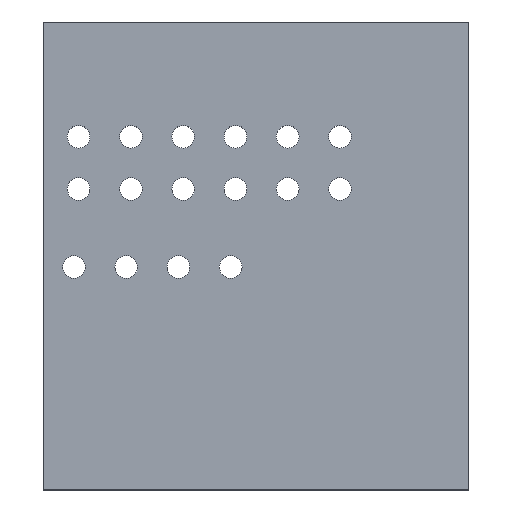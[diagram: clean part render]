
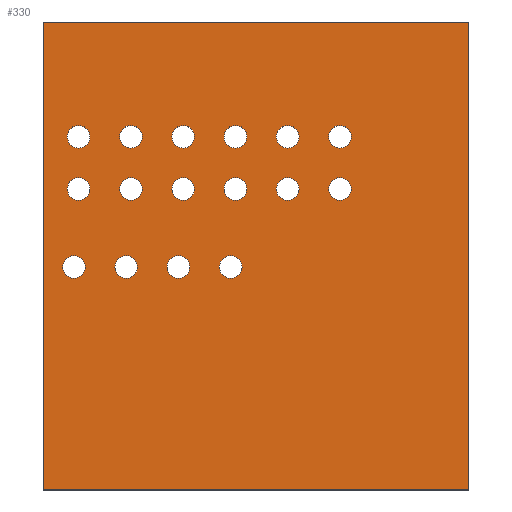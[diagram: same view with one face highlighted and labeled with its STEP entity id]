
A CAD part, top view. The second image highlights one B-rep face of the part: STEP entity #330.
In plain terms, the highlighted planar face has unit normal (0, 0, 1).
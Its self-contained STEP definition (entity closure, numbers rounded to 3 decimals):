
#42 = VERTEX_POINT('',#43);
#43 = CARTESIAN_POINT('',(116.77,-70.665,1.6));
#49 = EDGE_CURVE('',#42,#50,#52,.T.);
#50 = VERTEX_POINT('',#51);
#51 = CARTESIAN_POINT('',(96.109,-70.665,1.6));
#52 = LINE('',#53,#54);
#53 = CARTESIAN_POINT('',(116.77,-70.665,1.6));
#54 = VECTOR('',#55,1.);
#55 = DIRECTION('',(-1.,0.,0.));
#82 = VERTEX_POINT('',#83);
#83 = CARTESIAN_POINT('',(116.77,-47.922,1.6));
#89 = EDGE_CURVE('',#82,#42,#90,.T.);
#90 = LINE('',#91,#92);
#91 = CARTESIAN_POINT('',(116.77,-47.922,1.6));
#92 = VECTOR('',#93,1.);
#93 = DIRECTION('',(0.,-1.,0.));
#111 = EDGE_CURVE('',#50,#112,#114,.T.);
#112 = VERTEX_POINT('',#113);
#113 = CARTESIAN_POINT('',(96.109,-47.922,1.6));
#114 = LINE('',#115,#116);
#115 = CARTESIAN_POINT('',(96.109,-70.665,1.6));
#116 = VECTOR('',#117,1.);
#117 = DIRECTION('',(0.,1.,0.));
#330 = ADVANCED_FACE('',(#331,#342,#353,#364,#375,#386,#397,#408,#419,
    #430,#441,#452,#463,#474,#485,#496,#507),#518,.T.);
#331 = FACE_BOUND('',#332,.T.);
#332 = EDGE_LOOP('',(#333,#334,#335,#341));
#333 = ORIENTED_EDGE('',*,*,#49,.F.);
#334 = ORIENTED_EDGE('',*,*,#89,.F.);
#335 = ORIENTED_EDGE('',*,*,#336,.F.);
#336 = EDGE_CURVE('',#112,#82,#337,.T.);
#337 = LINE('',#338,#339);
#338 = CARTESIAN_POINT('',(96.109,-47.922,1.6));
#339 = VECTOR('',#340,1.);
#340 = DIRECTION('',(1.,0.,0.));
#341 = ORIENTED_EDGE('',*,*,#111,.F.);
#342 = FACE_BOUND('',#343,.T.);
#343 = EDGE_LOOP('',(#344));
#344 = ORIENTED_EDGE('',*,*,#345,.T.);
#345 = EDGE_CURVE('',#346,#346,#348,.T.);
#346 = VERTEX_POINT('',#347);
#347 = CARTESIAN_POINT('',(97.59,-60.38,1.6));
#348 = CIRCLE('',#349,0.55);
#349 = AXIS2_PLACEMENT_3D('',#350,#351,#352);
#350 = CARTESIAN_POINT('',(97.59,-59.83,1.6));
#351 = DIRECTION('',(-0.,0.,-1.));
#352 = DIRECTION('',(0.,-1.,-0.));
#353 = FACE_BOUND('',#354,.T.);
#354 = EDGE_LOOP('',(#355));
#355 = ORIENTED_EDGE('',*,*,#356,.T.);
#356 = EDGE_CURVE('',#357,#357,#359,.T.);
#357 = VERTEX_POINT('',#358);
#358 = CARTESIAN_POINT('',(100.13,-60.38,1.6));
#359 = CIRCLE('',#360,0.55);
#360 = AXIS2_PLACEMENT_3D('',#361,#362,#363);
#361 = CARTESIAN_POINT('',(100.13,-59.83,1.6));
#362 = DIRECTION('',(-0.,0.,-1.));
#363 = DIRECTION('',(0.,-1.,-0.));
#364 = FACE_BOUND('',#365,.T.);
#365 = EDGE_LOOP('',(#366));
#366 = ORIENTED_EDGE('',*,*,#367,.T.);
#367 = EDGE_CURVE('',#368,#368,#370,.T.);
#368 = VERTEX_POINT('',#369);
#369 = CARTESIAN_POINT('',(102.67,-60.38,1.6));
#370 = CIRCLE('',#371,0.55);
#371 = AXIS2_PLACEMENT_3D('',#372,#373,#374);
#372 = CARTESIAN_POINT('',(102.67,-59.83,1.6));
#373 = DIRECTION('',(-0.,0.,-1.));
#374 = DIRECTION('',(0.,-1.,-0.));
#375 = FACE_BOUND('',#376,.T.);
#376 = EDGE_LOOP('',(#377));
#377 = ORIENTED_EDGE('',*,*,#378,.T.);
#378 = EDGE_CURVE('',#379,#379,#381,.T.);
#379 = VERTEX_POINT('',#380);
#380 = CARTESIAN_POINT('',(105.21,-60.38,1.6));
#381 = CIRCLE('',#382,0.55);
#382 = AXIS2_PLACEMENT_3D('',#383,#384,#385);
#383 = CARTESIAN_POINT('',(105.21,-59.83,1.6));
#384 = DIRECTION('',(-0.,0.,-1.));
#385 = DIRECTION('',(0.,-1.,-0.));
#386 = FACE_BOUND('',#387,.T.);
#387 = EDGE_LOOP('',(#388));
#388 = ORIENTED_EDGE('',*,*,#389,.T.);
#389 = EDGE_CURVE('',#390,#390,#392,.T.);
#390 = VERTEX_POINT('',#391);
#391 = CARTESIAN_POINT('',(97.82,-56.59,1.6));
#392 = CIRCLE('',#393,0.55);
#393 = AXIS2_PLACEMENT_3D('',#394,#395,#396);
#394 = CARTESIAN_POINT('',(97.82,-56.04,1.6));
#395 = DIRECTION('',(-0.,0.,-1.));
#396 = DIRECTION('',(0.,-1.,-0.));
#397 = FACE_BOUND('',#398,.T.);
#398 = EDGE_LOOP('',(#399));
#399 = ORIENTED_EDGE('',*,*,#400,.T.);
#400 = EDGE_CURVE('',#401,#401,#403,.T.);
#401 = VERTEX_POINT('',#402);
#402 = CARTESIAN_POINT('',(100.36,-56.59,1.6));
#403 = CIRCLE('',#404,0.55);
#404 = AXIS2_PLACEMENT_3D('',#405,#406,#407);
#405 = CARTESIAN_POINT('',(100.36,-56.04,1.6));
#406 = DIRECTION('',(-0.,0.,-1.));
#407 = DIRECTION('',(0.,-1.,-0.));
#408 = FACE_BOUND('',#409,.T.);
#409 = EDGE_LOOP('',(#410));
#410 = ORIENTED_EDGE('',*,*,#411,.T.);
#411 = EDGE_CURVE('',#412,#412,#414,.T.);
#412 = VERTEX_POINT('',#413);
#413 = CARTESIAN_POINT('',(102.9,-56.59,1.6));
#414 = CIRCLE('',#415,0.55);
#415 = AXIS2_PLACEMENT_3D('',#416,#417,#418);
#416 = CARTESIAN_POINT('',(102.9,-56.04,1.6));
#417 = DIRECTION('',(-0.,0.,-1.));
#418 = DIRECTION('',(0.,-1.,-0.));
#419 = FACE_BOUND('',#420,.T.);
#420 = EDGE_LOOP('',(#421));
#421 = ORIENTED_EDGE('',*,*,#422,.T.);
#422 = EDGE_CURVE('',#423,#423,#425,.T.);
#423 = VERTEX_POINT('',#424);
#424 = CARTESIAN_POINT('',(97.82,-54.05,1.6));
#425 = CIRCLE('',#426,0.55);
#426 = AXIS2_PLACEMENT_3D('',#427,#428,#429);
#427 = CARTESIAN_POINT('',(97.82,-53.5,1.6));
#428 = DIRECTION('',(-0.,0.,-1.));
#429 = DIRECTION('',(0.,-1.,-0.));
#430 = FACE_BOUND('',#431,.T.);
#431 = EDGE_LOOP('',(#432));
#432 = ORIENTED_EDGE('',*,*,#433,.T.);
#433 = EDGE_CURVE('',#434,#434,#436,.T.);
#434 = VERTEX_POINT('',#435);
#435 = CARTESIAN_POINT('',(100.36,-54.05,1.6));
#436 = CIRCLE('',#437,0.55);
#437 = AXIS2_PLACEMENT_3D('',#438,#439,#440);
#438 = CARTESIAN_POINT('',(100.36,-53.5,1.6));
#439 = DIRECTION('',(-0.,0.,-1.));
#440 = DIRECTION('',(0.,-1.,-0.));
#441 = FACE_BOUND('',#442,.T.);
#442 = EDGE_LOOP('',(#443));
#443 = ORIENTED_EDGE('',*,*,#444,.T.);
#444 = EDGE_CURVE('',#445,#445,#447,.T.);
#445 = VERTEX_POINT('',#446);
#446 = CARTESIAN_POINT('',(102.9,-54.05,1.6));
#447 = CIRCLE('',#448,0.55);
#448 = AXIS2_PLACEMENT_3D('',#449,#450,#451);
#449 = CARTESIAN_POINT('',(102.9,-53.5,1.6));
#450 = DIRECTION('',(-0.,0.,-1.));
#451 = DIRECTION('',(0.,-1.,-0.));
#452 = FACE_BOUND('',#453,.T.);
#453 = EDGE_LOOP('',(#454));
#454 = ORIENTED_EDGE('',*,*,#455,.T.);
#455 = EDGE_CURVE('',#456,#456,#458,.T.);
#456 = VERTEX_POINT('',#457);
#457 = CARTESIAN_POINT('',(105.44,-56.59,1.6));
#458 = CIRCLE('',#459,0.55);
#459 = AXIS2_PLACEMENT_3D('',#460,#461,#462);
#460 = CARTESIAN_POINT('',(105.44,-56.04,1.6));
#461 = DIRECTION('',(-0.,0.,-1.));
#462 = DIRECTION('',(0.,-1.,-0.));
#463 = FACE_BOUND('',#464,.T.);
#464 = EDGE_LOOP('',(#465));
#465 = ORIENTED_EDGE('',*,*,#466,.T.);
#466 = EDGE_CURVE('',#467,#467,#469,.T.);
#467 = VERTEX_POINT('',#468);
#468 = CARTESIAN_POINT('',(107.98,-56.59,1.6));
#469 = CIRCLE('',#470,0.55);
#470 = AXIS2_PLACEMENT_3D('',#471,#472,#473);
#471 = CARTESIAN_POINT('',(107.98,-56.04,1.6));
#472 = DIRECTION('',(-0.,0.,-1.));
#473 = DIRECTION('',(0.,-1.,-0.));
#474 = FACE_BOUND('',#475,.T.);
#475 = EDGE_LOOP('',(#476));
#476 = ORIENTED_EDGE('',*,*,#477,.T.);
#477 = EDGE_CURVE('',#478,#478,#480,.T.);
#478 = VERTEX_POINT('',#479);
#479 = CARTESIAN_POINT('',(110.52,-56.59,1.6));
#480 = CIRCLE('',#481,0.55);
#481 = AXIS2_PLACEMENT_3D('',#482,#483,#484);
#482 = CARTESIAN_POINT('',(110.52,-56.04,1.6));
#483 = DIRECTION('',(-0.,0.,-1.));
#484 = DIRECTION('',(0.,-1.,-0.));
#485 = FACE_BOUND('',#486,.T.);
#486 = EDGE_LOOP('',(#487));
#487 = ORIENTED_EDGE('',*,*,#488,.T.);
#488 = EDGE_CURVE('',#489,#489,#491,.T.);
#489 = VERTEX_POINT('',#490);
#490 = CARTESIAN_POINT('',(105.44,-54.05,1.6));
#491 = CIRCLE('',#492,0.55);
#492 = AXIS2_PLACEMENT_3D('',#493,#494,#495);
#493 = CARTESIAN_POINT('',(105.44,-53.5,1.6));
#494 = DIRECTION('',(-0.,0.,-1.));
#495 = DIRECTION('',(0.,-1.,-0.));
#496 = FACE_BOUND('',#497,.T.);
#497 = EDGE_LOOP('',(#498));
#498 = ORIENTED_EDGE('',*,*,#499,.T.);
#499 = EDGE_CURVE('',#500,#500,#502,.T.);
#500 = VERTEX_POINT('',#501);
#501 = CARTESIAN_POINT('',(107.98,-54.05,1.6));
#502 = CIRCLE('',#503,0.55);
#503 = AXIS2_PLACEMENT_3D('',#504,#505,#506);
#504 = CARTESIAN_POINT('',(107.98,-53.5,1.6));
#505 = DIRECTION('',(-0.,0.,-1.));
#506 = DIRECTION('',(0.,-1.,-0.));
#507 = FACE_BOUND('',#508,.T.);
#508 = EDGE_LOOP('',(#509));
#509 = ORIENTED_EDGE('',*,*,#510,.T.);
#510 = EDGE_CURVE('',#511,#511,#513,.T.);
#511 = VERTEX_POINT('',#512);
#512 = CARTESIAN_POINT('',(110.52,-54.05,1.6));
#513 = CIRCLE('',#514,0.55);
#514 = AXIS2_PLACEMENT_3D('',#515,#516,#517);
#515 = CARTESIAN_POINT('',(110.52,-53.5,1.6));
#516 = DIRECTION('',(-0.,0.,-1.));
#517 = DIRECTION('',(0.,-1.,-0.));
#518 = PLANE('',#519);
#519 = AXIS2_PLACEMENT_3D('',#520,#521,#522);
#520 = CARTESIAN_POINT('',(0.,0.,1.6));
#521 = DIRECTION('',(0.,0.,1.));
#522 = DIRECTION('',(1.,0.,-0.));
